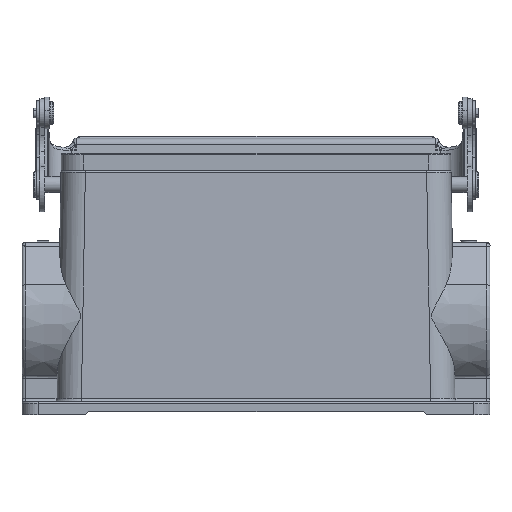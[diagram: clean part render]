
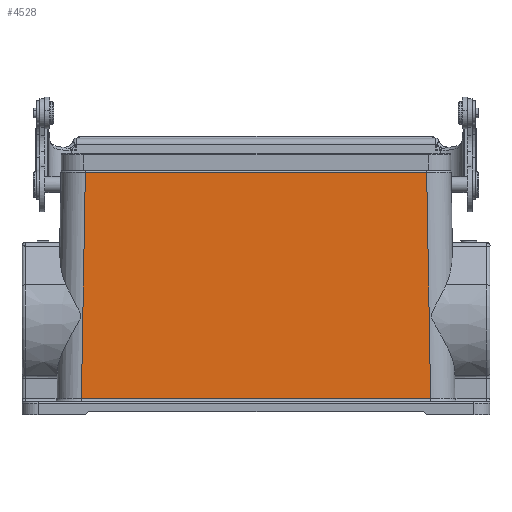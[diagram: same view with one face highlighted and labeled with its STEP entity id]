
A CAD part, top view. The second image highlights one B-rep face of the part: STEP entity #4528.
In plain terms, the highlighted planar face has unit normal (0, 0.018, 1).
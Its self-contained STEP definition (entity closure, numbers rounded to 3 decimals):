
#1333=LINE('',#33569,#2645);
#1334=LINE('',#33571,#2646);
#1335=LINE('',#33573,#2647);
#1336=LINE('',#33575,#2648);
#2645=VECTOR('',#25197,1.);
#2646=VECTOR('',#25200,1.);
#2647=VECTOR('',#25201,1.);
#2648=VECTOR('',#25202,1.);
#4528=ADVANCED_FACE('',(#6285),#5606,.T.);
#5606=PLANE('',#22441);
#6285=FACE_OUTER_BOUND('',#7516,.T.);
#7516=EDGE_LOOP('',(#10224,#10225,#10226,#10227));
#10224=ORIENTED_EDGE('',*,*,#18402,.T.);
#10225=ORIENTED_EDGE('',*,*,#18401,.F.);
#10226=ORIENTED_EDGE('',*,*,#18403,.T.);
#10227=ORIENTED_EDGE('',*,*,#18404,.F.);
#16006=VERTEX_POINT('',#33478);
#16011=VERTEX_POINT('',#33568);
#16012=VERTEX_POINT('',#33572);
#16013=VERTEX_POINT('',#33574);
#18401=EDGE_CURVE('',#16011,#16006,#1333,.T.);
#18402=EDGE_CURVE('',#16012,#16006,#1334,.T.);
#18403=EDGE_CURVE('',#16011,#16013,#1335,.T.);
#18404=EDGE_CURVE('',#16012,#16013,#1336,.T.);
#22441=AXIS2_PLACEMENT_3D('',#33576,#25203,#25204);
#25197=DIRECTION('',(0.017,1.,-0.017));
#25200=DIRECTION('',(-1.,0.,0.));
#25201=DIRECTION('',(1.,0.,0.));
#25202=DIRECTION('',(0.017,-1.,0.017));
#25203=DIRECTION('',(0.,0.017,1.));
#25204=DIRECTION('',(0.,-1.,0.017));
#33478=CARTESIAN_POINT('',(20.49,74.509,-6.491));
#33568=CARTESIAN_POINT('',(19.277,4.983,-5.278));
#33569=CARTESIAN_POINT('',(19.277,4.983,-5.278));
#33571=CARTESIAN_POINT('',(125.51,74.509,-6.491));
#33572=CARTESIAN_POINT('',(125.51,74.509,-6.491));
#33573=CARTESIAN_POINT('',(19.277,4.983,-5.278));
#33574=CARTESIAN_POINT('',(126.723,4.983,-5.278));
#33575=CARTESIAN_POINT('',(125.51,74.509,-6.491));
#33576=CARTESIAN_POINT('',(73.,39.746,-5.885));
